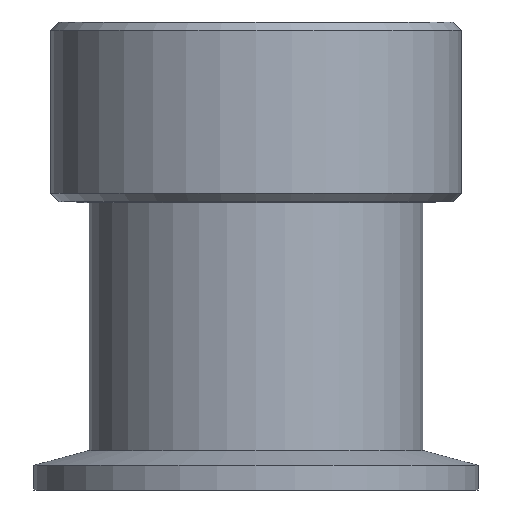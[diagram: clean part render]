
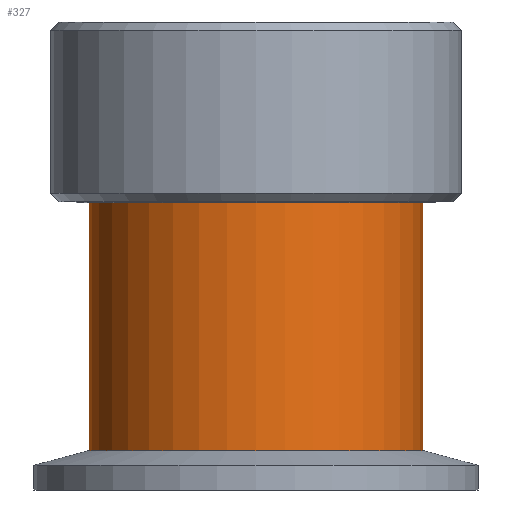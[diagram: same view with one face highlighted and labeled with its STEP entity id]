
A CAD part, front view. The second image highlights one B-rep face of the part: STEP entity #327.
In plain terms, the highlighted cylindrical face has radius 20.637 mm (diameter 41.275 mm), a full revolution.
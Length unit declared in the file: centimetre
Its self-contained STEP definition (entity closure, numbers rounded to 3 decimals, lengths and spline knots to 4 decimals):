
#15=CYLINDRICAL_SURFACE('',#369,2.0638);
#37=FACE_BOUND('',#94,.T.);
#64=FACE_OUTER_BOUND('',#93,.T.);
#93=EDGE_LOOP('',(#243));
#94=EDGE_LOOP('',(#244));
#145=CIRCLE('',#368,2.0638);
#146=CIRCLE('',#370,2.0638);
#177=VERTEX_POINT('',#550);
#178=VERTEX_POINT('',#553);
#209=EDGE_CURVE('',#177,#177,#145,.T.);
#210=EDGE_CURVE('',#178,#178,#146,.T.);
#243=ORIENTED_EDGE('',*,*,#209,.T.);
#244=ORIENTED_EDGE('',*,*,#210,.F.);
#327=ADVANCED_FACE('',(#64,#37),#15,.T.);
#368=AXIS2_PLACEMENT_3D('',#551,#433,#434);
#369=AXIS2_PLACEMENT_3D('',#552,#435,#436);
#370=AXIS2_PLACEMENT_3D('',#554,#437,#438);
#433=DIRECTION('center_axis',(0.,0.,-1.));
#434=DIRECTION('ref_axis',(1.,0.,0.));
#435=DIRECTION('center_axis',(0.,0.,1.));
#436=DIRECTION('ref_axis',(1.,0.,0.));
#437=DIRECTION('center_axis',(0.,0.,-1.));
#438=DIRECTION('ref_axis',(1.,0.,0.));
#550=CARTESIAN_POINT('',(-2.0638,0.,3.175));
#551=CARTESIAN_POINT('Origin',(0.,0.,3.175));
#552=CARTESIAN_POINT('Origin',(0.,0.,0.));
#553=CARTESIAN_POINT('',(-2.0638,0.,0.));
#554=CARTESIAN_POINT('Origin',(0.,0.,0.));
